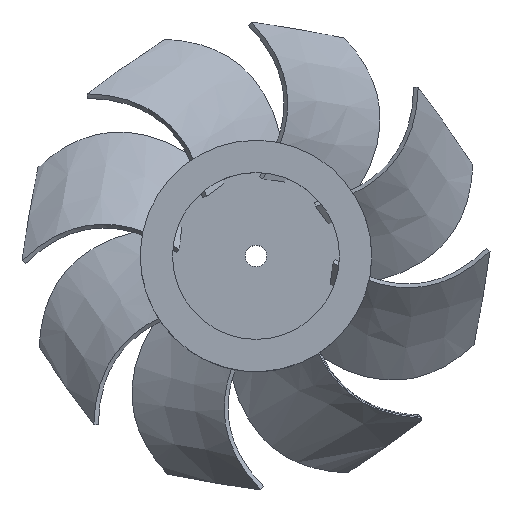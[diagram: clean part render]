
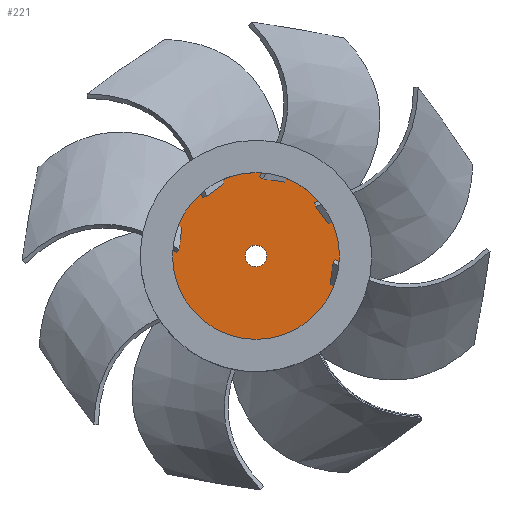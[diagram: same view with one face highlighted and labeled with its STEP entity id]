
A CAD part, top view. The second image highlights one B-rep face of the part: STEP entity #221.
In plain terms, the highlighted planar face has unit normal (0, 0, 1).
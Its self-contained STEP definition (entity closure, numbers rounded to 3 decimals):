
#191=PLANE('',#938);
#221=ADVANCED_FACE('',(#265,#266),#191,.T.);
#265=FACE_BOUND('',#303,.T.);
#266=FACE_BOUND('',#304,.T.);
#303=EDGE_LOOP('',(#476));
#304=EDGE_LOOP('',(#477));
#348=CIRCLE('',#935,113.605);
#349=CIRCLE('',#937,14.55);
#476=ORIENTED_EDGE('',*,*,#745,.F.);
#477=ORIENTED_EDGE('',*,*,#744,.F.);
#639=VERTEX_POINT('',#2024);
#640=VERTEX_POINT('',#2027);
#744=EDGE_CURVE('',#639,#639,#348,.T.);
#745=EDGE_CURVE('',#640,#640,#349,.T.);
#935=AXIS2_PLACEMENT_3D('',#2023,#974,#975);
#937=AXIS2_PLACEMENT_3D('',#2026,#978,#979);
#938=AXIS2_PLACEMENT_3D('',#2028,#980,#981);
#974=DIRECTION('',(0.,0.,-1.));
#975=DIRECTION('',(1.,0.,0.));
#978=DIRECTION('',(0.,0.,1.));
#979=DIRECTION('',(1.,0.,0.));
#980=DIRECTION('',(0.,0.,1.));
#981=DIRECTION('',(1.,0.,0.));
#2023=CARTESIAN_POINT('',(0.,0.,80.));
#2024=CARTESIAN_POINT('',(113.605,0.,80.));
#2026=CARTESIAN_POINT('',(0.,0.,80.));
#2027=CARTESIAN_POINT('',(14.55,0.,80.));
#2028=CARTESIAN_POINT('',(0.,0.,80.));
